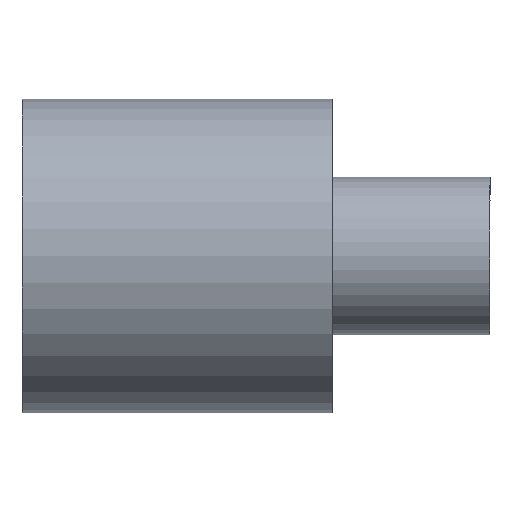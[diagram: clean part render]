
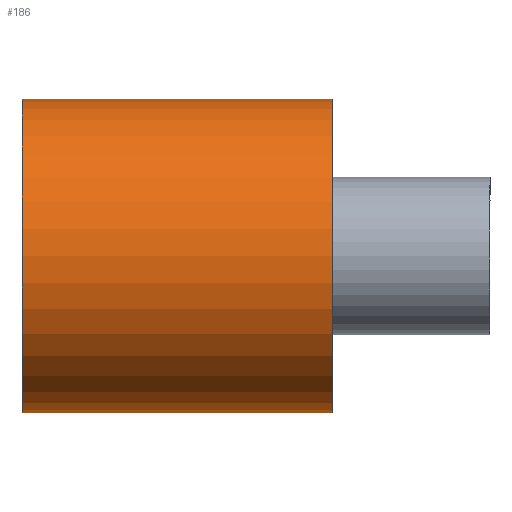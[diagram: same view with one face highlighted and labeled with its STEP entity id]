
A CAD part, top view. The second image highlights one B-rep face of the part: STEP entity #186.
In plain terms, the highlighted cylindrical face has radius 6.375 mm (diameter 12.751 mm), a partial arc.
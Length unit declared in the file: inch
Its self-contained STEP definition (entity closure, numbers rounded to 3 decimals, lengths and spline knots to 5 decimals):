
#12 = DIRECTION ( 'NONE',  ( 0., 1., 0. ) ) ;
#21 = CARTESIAN_POINT ( 'NONE',  ( 0.33627, 0.251, 0. ) ) ;
#27 = DIRECTION ( 'NONE',  ( 1., 0., 0. ) ) ;
#46 = AXIS2_PLACEMENT_3D ( 'NONE', #254, #112, #348 ) ;
#101 = ORIENTED_EDGE ( 'NONE', *, *, #312, .T. ) ;
#102 = EDGE_CURVE ( 'NONE', #350, #405, #326, .T. ) ;
#112 = DIRECTION ( 'NONE',  ( 1., 0., 0. ) ) ;
#120 = CARTESIAN_POINT ( 'NONE',  ( 0.33627, -0.251, 0. ) ) ;
#130 = FACE_OUTER_BOUND ( 'NONE', #198, .T. ) ;
#137 = VECTOR ( 'NONE', #259, 39.37008 ) ;
#138 = CARTESIAN_POINT ( 'NONE',  ( 0.1225, 0., 0. ) ) ;
#141 = DIRECTION ( 'NONE',  ( 0., 1., 0. ) ) ;
#147 = AXIS2_PLACEMENT_3D ( 'NONE', #341, #244, #141 ) ;
#153 = CARTESIAN_POINT ( 'NONE',  ( -0.375, -0.251, 0. ) ) ;
#168 = VERTEX_POINT ( 'NONE', #246 ) ;
#169 = LINE ( 'NONE', #21, #137 ) ;
#186 = ADVANCED_FACE ( 'NONE', ( #130 ), #302, .T. ) ;
#198 = EDGE_LOOP ( 'NONE', ( #258, #101, #239, #269 ) ) ;
#226 = EDGE_CURVE ( 'NONE', #168, #262, #400, .T. ) ;
#239 = ORIENTED_EDGE ( 'NONE', *, *, #102, .F. ) ;
#244 = DIRECTION ( 'NONE',  ( 1., 0., 0. ) ) ;
#246 = CARTESIAN_POINT ( 'NONE',  ( -0.375, 0.251, 0. ) ) ;
#254 = CARTESIAN_POINT ( 'NONE',  ( -0.375, 0., 0. ) ) ;
#255 = CARTESIAN_POINT ( 'NONE',  ( 0.1225, 0.251, 0. ) ) ;
#258 = ORIENTED_EDGE ( 'NONE', *, *, #226, .T. ) ;
#259 = DIRECTION ( 'NONE',  ( 1., 0., 0. ) ) ;
#262 = VERTEX_POINT ( 'NONE', #153 ) ;
#269 = ORIENTED_EDGE ( 'NONE', *, *, #331, .F. ) ;
#285 = CARTESIAN_POINT ( 'NONE',  ( 0.1225, -0.251, 0. ) ) ;
#300 = LINE ( 'NONE', #120, #389 ) ;
#302 = CYLINDRICAL_SURFACE ( 'NONE', #147, 0.251 ) ;
#312 = EDGE_CURVE ( 'NONE', #262, #405, #300, .T. ) ;
#326 = CIRCLE ( 'NONE', #336, 0.251 ) ;
#331 = EDGE_CURVE ( 'NONE', #168, #350, #169, .T. ) ;
#336 = AXIS2_PLACEMENT_3D ( 'NONE', #138, #410, #12 ) ;
#341 = CARTESIAN_POINT ( 'NONE',  ( 0.33627, 0., 0. ) ) ;
#348 = DIRECTION ( 'NONE',  ( 0., 1., 0. ) ) ;
#350 = VERTEX_POINT ( 'NONE', #255 ) ;
#389 = VECTOR ( 'NONE', #27, 39.37008 ) ;
#400 = CIRCLE ( 'NONE', #46, 0.251 ) ;
#405 = VERTEX_POINT ( 'NONE', #285 ) ;
#410 = DIRECTION ( 'NONE',  ( 1., 0., 0. ) ) ;
